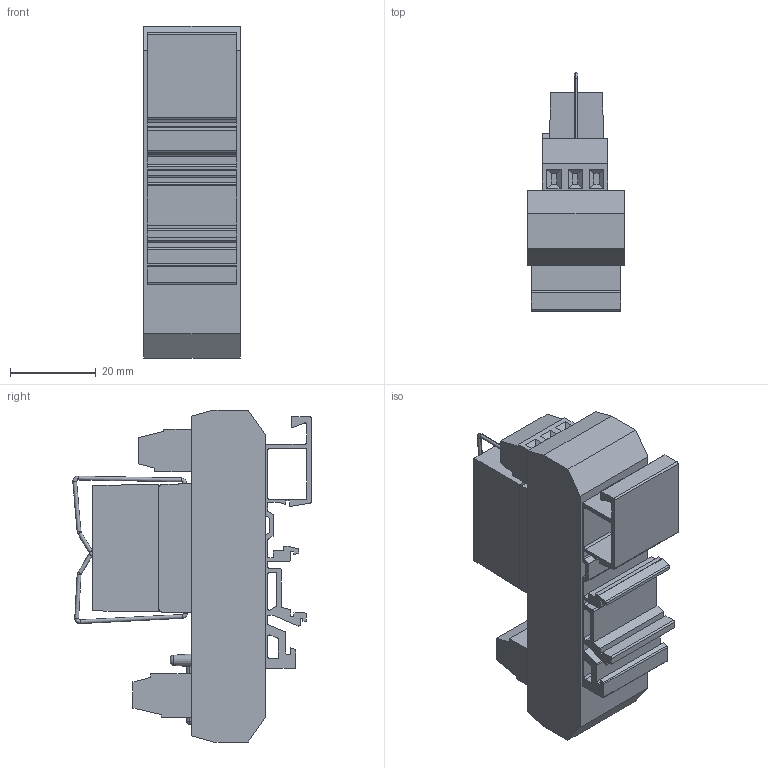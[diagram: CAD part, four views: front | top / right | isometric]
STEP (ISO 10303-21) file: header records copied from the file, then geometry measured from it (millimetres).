
FILE_DESCRIPTION (( 'STEP AP214' ), '1' );
FILE_NAME ('ZL-RLS1-24.step', '2014-11-13T22:37:40', ( '' ), ( '' ), 'SwSTEP 2.0', 'SolidWorks 2014', '' );
FILE_SCHEMA (( 'AUTOMOTIVE_DESIGN' ));
Length unit declared in the file: inch
Products named in the file (1): ZL-RLS1-24
Bounding box: 22.35 x 55.45 x 77.22 mm (x, y, z)
Volume: 43385.7 mm3; surface area: 17525.5 mm2
Topology: 3 solids, 3 shells, 290 faces, 733 edges, 465 vertices
Faces by surface type: plane 198, cylinder 54, bspline 30, torus 6, cone 2
Entity records: 10339 total; most frequent: CARTESIAN_POINT 1867, ORIENTED_EDGE 1466, DIRECTION 1437, EDGE_CURVE 733, LINE 535, VECTOR 535, VERTEX_POINT 465, AXIS2_PLACEMENT_3D 451
